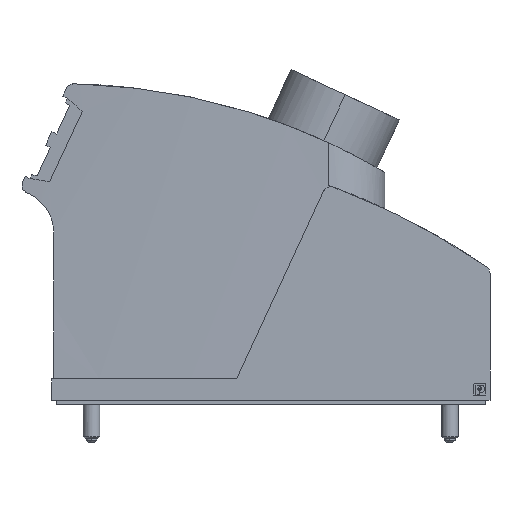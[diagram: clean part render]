
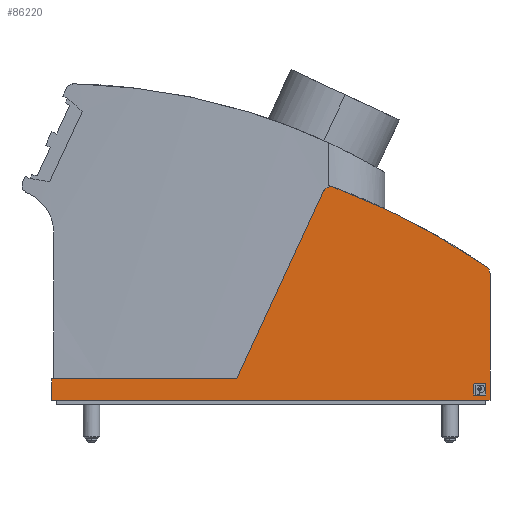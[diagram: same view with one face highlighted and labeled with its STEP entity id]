
A CAD part, left-side view. The second image highlights one B-rep face of the part: STEP entity #86220.
In plain terms, the highlighted face is planar.
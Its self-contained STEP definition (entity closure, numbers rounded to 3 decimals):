
#6010=CARTESIAN_POINT('',(-44.405,-34.812,
2.007));
#6020=VERTEX_POINT('',#6010);
#6050=CARTESIAN_POINT('',(-44.405,0.,2.007));
#6060=DIRECTION('',(0.,1.,0.));
#6070=VECTOR('',#6060,1.);
#6080=LINE('',#6050,#6070);
#6090=CARTESIAN_POINT('',(-44.405,-39.812,
2.007));
#6100=VERTEX_POINT('',#6090);
#6110=EDGE_CURVE('',#6100,#6020,#6080,.T.);
#15310=CARTESIAN_POINT('',(59.595,-39.812,
2.007));
#15320=VERTEX_POINT('',#15310);
#15420=CARTESIAN_POINT('',(0.,-39.812,2.007));
#15430=DIRECTION('',(1.,0.,0.));
#15440=VECTOR('',#15430,1.);
#15450=LINE('',#15420,#15440);
#15460=EDGE_CURVE('',#6100,#15320,#15450,.T.);
#19120=CARTESIAN_POINT('',(-0.48,-34.812,
2.007));
#19130=VERTEX_POINT('',#19120);
#19160=CARTESIAN_POINT('',(-15.,-34.812,2.007));
#19170=DIRECTION('',(-1.,0.,0.));
#19180=VECTOR('',#19170,1.);
#19190=LINE('',#19160,#19180);
#19200=EDGE_CURVE('',#19130,#6020,#19190,.T.);
#35490=CARTESIAN_POINT('',(58.732,-8.211,
2.007));
#35500=VERTEX_POINT('',#35490);
#35530=CARTESIAN_POINT('',(-35.079,-143.948,
2.007));
#35540=DIRECTION('',(0.,0.,1.));
#35550=DIRECTION('',(1.,0.,0.));
#35560=AXIS2_PLACEMENT_3D('',#35530,#35540,#35550);
#35570=CIRCLE('',#35560,165.);
#35580=CARTESIAN_POINT('',(22.576,10.651,
2.007));
#35590=VERTEX_POINT('',#35580);
#35600=EDGE_CURVE('',#35500,#35590,#35570,.T.);
#47440=CARTESIAN_POINT('',(21.877,8.777,
2.007));
#47450=DIRECTION('',(0.,0.,1.));
#47460=DIRECTION('',(1.,0.,0.));
#47470=AXIS2_PLACEMENT_3D('',#47440,#47450,#47460);
#47480=CIRCLE('',#47470,2.);
#47490=CARTESIAN_POINT('',(20.062,9.617,
2.007));
#47500=VERTEX_POINT('',#47490);
#47510=EDGE_CURVE('',#35590,#47500,#47480,.T.);
#48750=CARTESIAN_POINT('',(55.945,-38.611,
2.007));
#48760=DIRECTION('',(0.,0.,1.));
#48770=DIRECTION('',(1.,0.,0.));
#48780=AXIS2_PLACEMENT_3D('',#48750,#48760,#48770);
#48790=CIRCLE('',#48780,0.2);
#48800=CARTESIAN_POINT('',(55.745,-38.611,
2.007));
#48810=VERTEX_POINT('',#48800);
#48820=CARTESIAN_POINT('',(55.945,-38.812,
2.007));
#48830=VERTEX_POINT('',#48820);
#48840=EDGE_CURVE('',#48810,#48830,#48790,.T.);
#52220=CARTESIAN_POINT('',(0.,-35.962,2.007));
#52230=DIRECTION('',(-1.,0.,0.));
#52240=VECTOR('',#52230,1.);
#52250=LINE('',#52220,#52240);
#52260=CARTESIAN_POINT('',(58.395,-35.962,
2.007));
#52270=VERTEX_POINT('',#52260);
#52280=CARTESIAN_POINT('',(55.945,-35.962,
2.007));
#52290=VERTEX_POINT('',#52280);
#52300=EDGE_CURVE('',#52270,#52290,#52250,.T.);
#55310=CARTESIAN_POINT('',(55.945,-36.162,
2.007));
#55320=DIRECTION('',(0.,0.,1.));
#55330=DIRECTION('',(1.,0.,0.));
#55340=AXIS2_PLACEMENT_3D('',#55310,#55320,#55330);
#55350=CIRCLE('',#55340,0.2);
#55360=CARTESIAN_POINT('',(55.745,-36.162,
2.007));
#55370=VERTEX_POINT('',#55360);
#55380=EDGE_CURVE('',#52290,#55370,#55350,.T.);
#56380=CARTESIAN_POINT('',(15.616,0.,2.007));
#56390=DIRECTION('',(-0.42,-0.908,0.));
#56400=VECTOR('',#56390,1.);
#56410=LINE('',#56380,#56400);
#56420=EDGE_CURVE('',#47500,#19130,#56410,.T.);
#60330=CARTESIAN_POINT('',(58.395,-36.162,
2.007));
#60340=DIRECTION('',(0.,0.,1.));
#60350=DIRECTION('',(1.,0.,0.));
#60360=AXIS2_PLACEMENT_3D('',#60330,#60340,#60350);
#60370=CIRCLE('',#60360,0.2);
#60380=CARTESIAN_POINT('',(58.595,-36.162,
2.007));
#60390=VERTEX_POINT('',#60380);
#60400=EDGE_CURVE('',#60390,#52270,#60370,.T.);
#83650=CARTESIAN_POINT('',(59.595,0.,2.007));
#83660=DIRECTION('',(0.,1.,0.));
#83670=VECTOR('',#83660,1.);
#83680=LINE('',#83650,#83670);
#83690=CARTESIAN_POINT('',(59.595,-9.856,
2.007));
#83700=VERTEX_POINT('',#83690);
#83710=EDGE_CURVE('',#15320,#83700,#83680,.T.);
#84340=CARTESIAN_POINT('',(57.595,-9.856,
2.007));
#84350=DIRECTION('',(0.,0.,1.));
#84360=DIRECTION('',(1.,0.,0.));
#84370=AXIS2_PLACEMENT_3D('',#84340,#84350,#84360);
#84380=CIRCLE('',#84370,2.);
#84390=EDGE_CURVE('',#83700,#35500,#84380,.T.);
#85720=CARTESIAN_POINT('',(35.615,-16.192,
2.007));
#85730=DIRECTION('',(0.,0.,1.));
#85740=DIRECTION('',(-1.,0.,0.));
#85750=AXIS2_PLACEMENT_3D('',#85720,#85730,#85740);
#85760=PLANE('',#85750);
#85770=ORIENTED_EDGE('',*,*,#15460,.T.);
#85780=ORIENTED_EDGE('',*,*,#6110,.F.);
#85790=ORIENTED_EDGE('',*,*,#19200,.T.);
#85800=ORIENTED_EDGE('',*,*,#56420,.T.);
#85810=ORIENTED_EDGE('',*,*,#47510,.T.);
#85820=ORIENTED_EDGE('',*,*,#35600,.T.);
#85830=ORIENTED_EDGE('',*,*,#84390,.T.);
#85840=ORIENTED_EDGE('',*,*,#83710,.T.);
#85850=EDGE_LOOP('',(#85840,#85830,#85820,#85810,#85800,#85790,#85780,
#85770));
#85860=FACE_OUTER_BOUND('',#85850,.T.);
#85870=ORIENTED_EDGE('',*,*,#48840,.F.);
#85880=CARTESIAN_POINT('',(0.,-38.812,2.007));
#85890=DIRECTION('',(1.,0.,0.));
#85900=VECTOR('',#85890,1.);
#85910=LINE('',#85880,#85900);
#85920=CARTESIAN_POINT('',(58.395,-38.812,
2.007));
#85930=VERTEX_POINT('',#85920);
#85940=EDGE_CURVE('',#48830,#85930,#85910,.T.);
#85950=ORIENTED_EDGE('',*,*,#85940,.F.);
#85960=CARTESIAN_POINT('',(58.395,-38.611,
2.007));
#85970=DIRECTION('',(0.,0.,1.));
#85980=DIRECTION('',(1.,0.,0.));
#85990=AXIS2_PLACEMENT_3D('',#85960,#85970,#85980);
#86000=CIRCLE('',#85990,0.2);
#86010=CARTESIAN_POINT('',(58.595,-38.611,
2.007));
#86020=VERTEX_POINT('',#86010);
#86030=EDGE_CURVE('',#85930,#86020,#86000,.T.);
#86040=ORIENTED_EDGE('',*,*,#86030,.F.);
#86050=CARTESIAN_POINT('',(58.595,0.,2.007));
#86060=DIRECTION('',(0.,1.,0.));
#86070=VECTOR('',#86060,1.);
#86080=LINE('',#86050,#86070);
#86090=EDGE_CURVE('',#86020,#60390,#86080,.T.);
#86100=ORIENTED_EDGE('',*,*,#86090,.F.);
#86110=ORIENTED_EDGE('',*,*,#60400,.F.);
#86120=ORIENTED_EDGE('',*,*,#52300,.F.);
#86130=ORIENTED_EDGE('',*,*,#55380,.F.);
#86140=CARTESIAN_POINT('',(55.745,0.,2.007));
#86150=DIRECTION('',(0.,-1.,0.));
#86160=VECTOR('',#86150,1.);
#86170=LINE('',#86140,#86160);
#86180=EDGE_CURVE('',#55370,#48810,#86170,.T.);
#86190=ORIENTED_EDGE('',*,*,#86180,.F.);
#86200=EDGE_LOOP('',(#86190,#86130,#86120,#86110,#86100,#86040,#85950,
#85870));
#86210=FACE_BOUND('',#86200,.T.);
#86220=ADVANCED_FACE('',(#85860,#86210),#85760,.T.);
